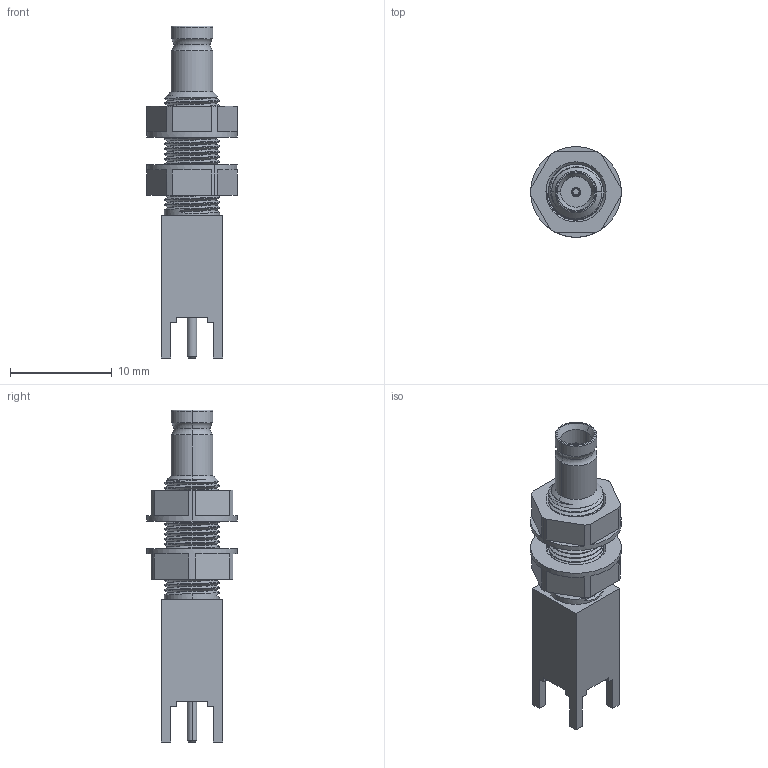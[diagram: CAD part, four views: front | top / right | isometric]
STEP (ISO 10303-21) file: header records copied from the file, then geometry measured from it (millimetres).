
FILE_DESCRIPTION (( 'STEP AP214' ), '1' );
FILE_NAME ('52-454-1-D36.STEP', '2024-06-27T14:23:35', ( '' ), ( '' ), 'SwSTEP 2.0', 'SolidWorks 2023', '' );
FILE_SCHEMA (( 'AUTOMOTIVE_DESIGN' ));
Length unit declared in the file: millimetre
Products named in the file (1): 52-454-1-D36
Bounding box: 8.9 x 8.9 x 32.6 mm (x, y, z)
Surface area: 1321.4 mm2 (no closed solid volume)
Topology: 0 solids, 7 shells, 215 faces, 613 edges, 405 vertices
Faces by surface type: cylinder 106, plane 74, cone 23, torus 6, bspline 6
Entity records: 10177 total; most frequent: CARTESIAN_POINT 5131, ORIENTED_EDGE 1185, DIRECTION 924, EDGE_CURVE 613, VERTEX_POINT 405, AXIS2_PLACEMENT_3D 317, VECTOR 290, LINE 290
